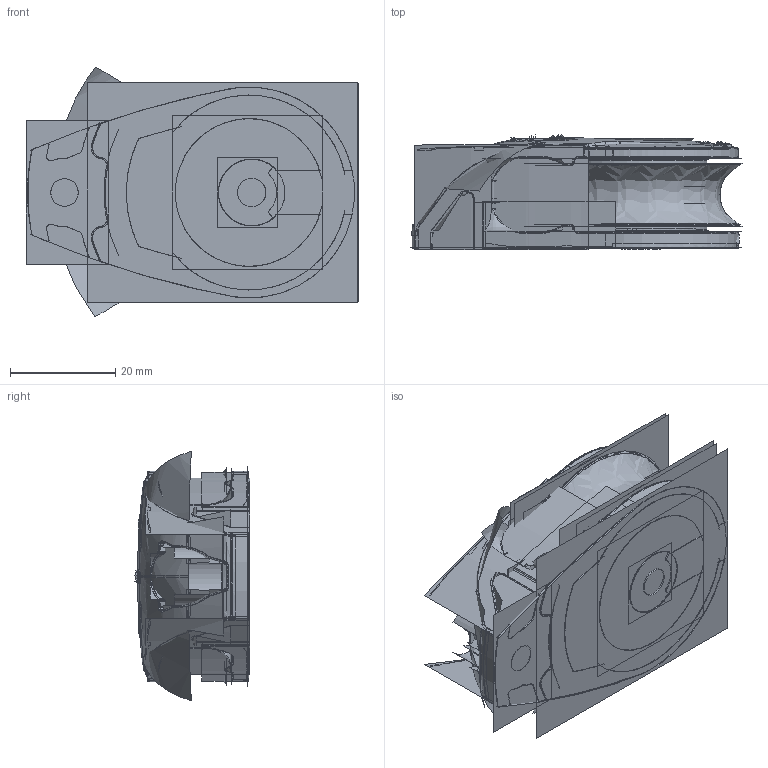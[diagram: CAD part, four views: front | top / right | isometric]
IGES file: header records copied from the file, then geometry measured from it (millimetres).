
Start section:  PTC IGES file: a20401c.igs
Global section: file name: a20401c.igs; native system: Creo Parametric by PTC Inc.; preprocessor: 2022414; author: Student; organization: Unknown; date: 20230518.092708; units: millimetre
Bounding box: 62.94 x 21.94 x 47.34 mm (x, y, z)
Surface area: 110637.8 mm2 (no closed solid volume)
Topology: 0 solids, 0 shells, 2091 faces, 38255 edges, 49567 vertices
Faces by surface type: revolution 1033, bspline 722, extrusion 336
